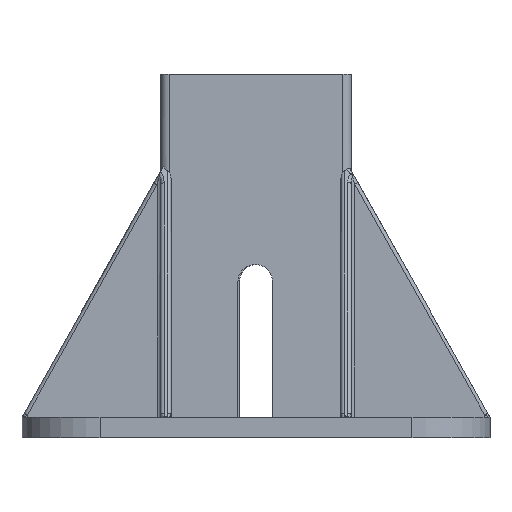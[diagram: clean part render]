
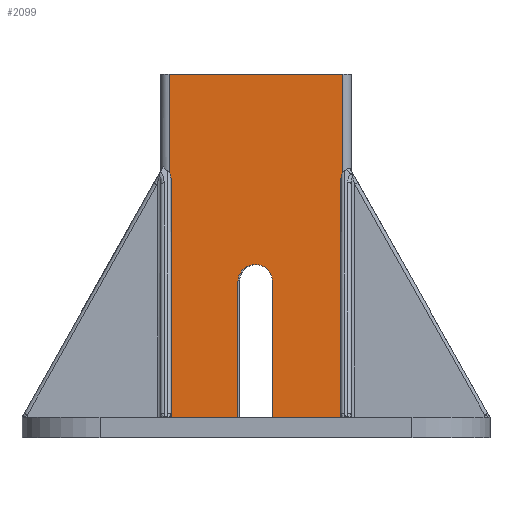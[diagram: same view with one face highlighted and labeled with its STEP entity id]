
A CAD part, left-side view. The second image highlights one B-rep face of the part: STEP entity #2099.
In plain terms, the highlighted planar face has unit normal (-1, 0, 0).
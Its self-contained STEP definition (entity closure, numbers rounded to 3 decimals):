
#214=CIRCLE('',#2209,4.95);
#215=CIRCLE('',#2211,4.95);
#244=ELLIPSE('',#2237,2.037,1.);
#245=ELLIPSE('',#2240,2.037,1.);
#305=FACE_OUTER_BOUND('',#417,.T.);
#417=EDGE_LOOP('',(#1675,#1676,#1677,#1678,#1679,#1680,#1681,#1682,#1683,
#1684,#1685,#1686,#1687,#1688,#1689,#1690,#1691,#1692));
#515=LINE('',#2858,#680);
#533=LINE('',#2901,#698);
#537=LINE('',#2909,#702);
#559=LINE('',#2959,#724);
#562=LINE('',#2966,#727);
#584=LINE('',#3027,#749);
#585=LINE('',#3029,#750);
#586=LINE('',#3031,#751);
#596=LINE('',#4490,#761);
#601=LINE('',#4513,#766);
#602=LINE('',#4514,#767);
#603=LINE('',#4516,#768);
#604=LINE('',#4518,#769);
#605=LINE('',#4521,#770);
#680=VECTOR('',#2366,50.);
#698=VECTOR('',#2402,2.285);
#702=VECTOR('',#2406,2.715);
#724=VECTOR('',#2456,6.);
#727=VECTOR('',#2463,6.);
#749=VECTOR('',#2531,0.1);
#750=VECTOR('',#2534,45.05);
#751=VECTOR('',#2537,45.05);
#761=VECTOR('',#2579,28.273);
#766=VECTOR('',#2596,68.963);
#767=VECTOR('',#2597,17.);
#768=VECTOR('',#2598,17.);
#769=VECTOR('',#2599,68.963);
#770=VECTOR('',#2602,28.273);
#849=VERTEX_POINT('',#2855);
#850=VERTEX_POINT('',#2857);
#865=VERTEX_POINT('',#2898);
#866=VERTEX_POINT('',#2900);
#869=VERTEX_POINT('',#2906);
#870=VERTEX_POINT('',#2908);
#884=VERTEX_POINT('',#2957);
#886=VERTEX_POINT('',#2965);
#899=VERTEX_POINT('',#3012);
#900=VERTEX_POINT('',#3014);
#901=VERTEX_POINT('',#3018);
#902=VERTEX_POINT('',#3020);
#938=VERTEX_POINT('',#4483);
#941=VERTEX_POINT('',#4504);
#944=VERTEX_POINT('',#4512);
#945=VERTEX_POINT('',#4515);
#946=VERTEX_POINT('',#4517);
#947=VERTEX_POINT('',#4519);
#1071=EDGE_CURVE('',#849,#850,#515,.T.);
#1094=EDGE_CURVE('',#866,#865,#533,.T.);
#1098=EDGE_CURVE('',#870,#869,#537,.T.);
#1124=EDGE_CURVE('',#869,#884,#559,.T.);
#1127=EDGE_CURVE('',#866,#886,#562,.T.);
#1153=EDGE_CURVE('',#899,#900,#214,.T.);
#1155=EDGE_CURVE('',#901,#902,#215,.T.);
#1157=EDGE_CURVE('',#902,#900,#584,.T.);
#1158=EDGE_CURVE('',#865,#899,#585,.T.);
#1159=EDGE_CURVE('',#870,#901,#586,.T.);
#1208=EDGE_CURVE('',#849,#938,#596,.T.);
#1213=EDGE_CURVE('',#941,#938,#244,.T.);
#1217=EDGE_CURVE('',#944,#941,#601,.T.);
#1218=EDGE_CURVE('',#944,#886,#602,.T.);
#1219=EDGE_CURVE('',#884,#945,#603,.T.);
#1220=EDGE_CURVE('',#945,#946,#604,.T.);
#1221=EDGE_CURVE('',#946,#947,#245,.T.);
#1222=EDGE_CURVE('',#850,#947,#605,.T.);
#1675=ORIENTED_EDGE('',*,*,#1217,.F.);
#1676=ORIENTED_EDGE('',*,*,#1218,.T.);
#1677=ORIENTED_EDGE('',*,*,#1127,.F.);
#1678=ORIENTED_EDGE('',*,*,#1094,.T.);
#1679=ORIENTED_EDGE('',*,*,#1158,.T.);
#1680=ORIENTED_EDGE('',*,*,#1153,.T.);
#1681=ORIENTED_EDGE('',*,*,#1157,.F.);
#1682=ORIENTED_EDGE('',*,*,#1155,.F.);
#1683=ORIENTED_EDGE('',*,*,#1159,.F.);
#1684=ORIENTED_EDGE('',*,*,#1098,.T.);
#1685=ORIENTED_EDGE('',*,*,#1124,.T.);
#1686=ORIENTED_EDGE('',*,*,#1219,.T.);
#1687=ORIENTED_EDGE('',*,*,#1220,.T.);
#1688=ORIENTED_EDGE('',*,*,#1221,.T.);
#1689=ORIENTED_EDGE('',*,*,#1222,.F.);
#1690=ORIENTED_EDGE('',*,*,#1071,.F.);
#1691=ORIENTED_EDGE('',*,*,#1208,.T.);
#1692=ORIENTED_EDGE('',*,*,#1213,.F.);
#2026=PLANE('',#2239);
#2099=ADVANCED_FACE('',(#305),#2026,.T.);
#2209=AXIS2_PLACEMENT_3D('',#3016,#2515,#2516);
#2211=AXIS2_PLACEMENT_3D('',#3021,#2520,#2521);
#2237=AXIS2_PLACEMENT_3D('',#4505,#2588,#2589);
#2239=AXIS2_PLACEMENT_3D('',#4511,#2594,#2595);
#2240=AXIS2_PLACEMENT_3D('',#4520,#2600,#2601);
#2366=DIRECTION('',(0.,-1.,0.));
#2402=DIRECTION('',(0.,-1.,0.));
#2406=DIRECTION('',(0.,-1.,0.));
#2456=DIRECTION('',(0.,0.,1.));
#2463=DIRECTION('',(0.,0.,1.));
#2515=DIRECTION('center_axis',(1.,0.,0.));
#2516=DIRECTION('ref_axis',(0.,1.,0.));
#2520=DIRECTION('center_axis',(-1.,0.,0.));
#2521=DIRECTION('ref_axis',(0.,-1.,0.));
#2531=DIRECTION('',(0.,1.,0.));
#2534=DIRECTION('',(0.,0.,1.));
#2537=DIRECTION('',(0.,0.,1.));
#2579=DIRECTION('',(0.,0.,-1.));
#2588=DIRECTION('center_axis',(-1.,0.,0.));
#2589=DIRECTION('ref_axis',(0.,0.,-1.));
#2594=DIRECTION('center_axis',(-1.,0.,0.));
#2595=DIRECTION('ref_axis',(0.,0.,1.));
#2596=DIRECTION('',(0.,0.,1.));
#2597=DIRECTION('',(0.,-1.,0.));
#2598=DIRECTION('',(0.,-1.,0.));
#2599=DIRECTION('',(0.,0.,1.));
#2600=DIRECTION('center_axis',(1.,0.,0.));
#2601=DIRECTION('ref_axis',(0.,0.,-1.));
#2602=DIRECTION('',(0.,0.,-1.));
#2855=CARTESIAN_POINT('',(-27.5,-42.5,105.));
#2857=CARTESIAN_POINT('',(-27.5,-92.5,105.));
#2858=CARTESIAN_POINT('',(-27.5,-42.5,105.));
#2898=CARTESIAN_POINT('',(-27.5,-62.285,0.));
#2900=CARTESIAN_POINT('',(-27.5,-60.,0.));
#2901=CARTESIAN_POINT('',(-27.5,-60.,0.));
#2906=CARTESIAN_POINT('',(-27.5,-75.,0.));
#2908=CARTESIAN_POINT('',(-27.5,-72.285,0.));
#2909=CARTESIAN_POINT('',(-27.5,-72.285,0.));
#2957=CARTESIAN_POINT('',(-27.5,-75.,6.));
#2959=CARTESIAN_POINT('',(-27.5,-75.,0.));
#2965=CARTESIAN_POINT('',(-27.5,-60.,6.));
#2966=CARTESIAN_POINT('',(-27.5,-60.,0.));
#3012=CARTESIAN_POINT('',(-27.5,-62.285,45.05));
#3014=CARTESIAN_POINT('',(-27.5,-67.235,50.));
#3016=CARTESIAN_POINT('Origin',(-27.5,-67.235,45.05));
#3018=CARTESIAN_POINT('',(-27.5,-72.285,45.05));
#3020=CARTESIAN_POINT('',(-27.5,-67.335,50.));
#3021=CARTESIAN_POINT('Origin',(-27.5,-67.335,45.05));
#3027=CARTESIAN_POINT('',(-27.5,-67.335,50.));
#3029=CARTESIAN_POINT('',(-27.5,-62.285,0.));
#3031=CARTESIAN_POINT('',(-27.5,-72.285,0.));
#4483=CARTESIAN_POINT('',(-27.5,-42.5,76.727));
#4490=CARTESIAN_POINT('',(-27.5,-42.5,105.));
#4504=CARTESIAN_POINT('',(-27.5,-43.,74.963));
#4505=CARTESIAN_POINT('Origin',(-27.5,-42.,74.963));
#4511=CARTESIAN_POINT('Origin',(-27.5,-1.5,0.));
#4512=CARTESIAN_POINT('',(-27.5,-43.,6.));
#4513=CARTESIAN_POINT('',(-27.5,-43.,6.));
#4514=CARTESIAN_POINT('',(-27.5,-43.,6.));
#4515=CARTESIAN_POINT('',(-27.5,-92.,6.));
#4516=CARTESIAN_POINT('',(-27.5,-75.,6.));
#4517=CARTESIAN_POINT('',(-27.5,-92.,74.963));
#4518=CARTESIAN_POINT('',(-27.5,-92.,6.));
#4519=CARTESIAN_POINT('',(-27.5,-92.5,76.727));
#4520=CARTESIAN_POINT('Origin',(-27.5,-93.,74.963));
#4521=CARTESIAN_POINT('',(-27.5,-92.5,105.));
